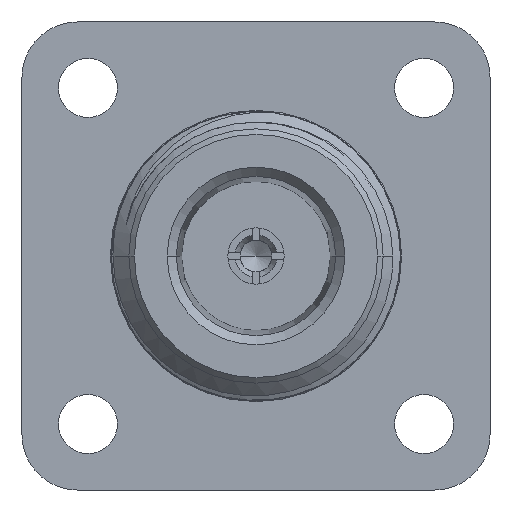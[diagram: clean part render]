
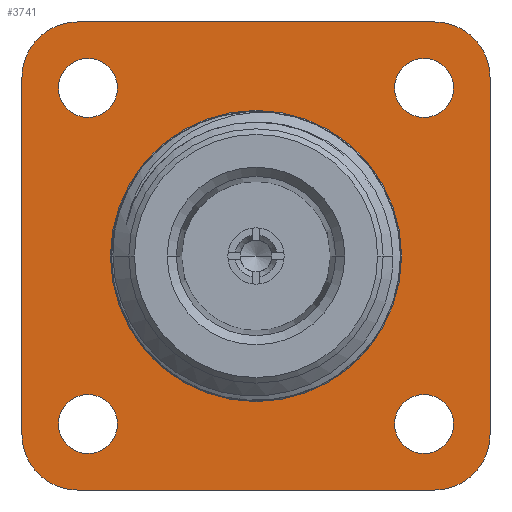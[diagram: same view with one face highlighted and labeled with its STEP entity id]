
A CAD part, left-side view. The second image highlights one B-rep face of the part: STEP entity #3741.
In plain terms, the highlighted planar face has unit normal (-1, 0, 0).
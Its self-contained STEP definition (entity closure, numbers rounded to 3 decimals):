
#11=CARTESIAN_POINT('',(0.,0.,0.));
#12=DIRECTION('',(-1.,0.,0.));
#13=DIRECTION('',(0.,1.,0.));
#14=AXIS2_PLACEMENT_3D('',#11,#12,#13);
#20=CARTESIAN_POINT('',(0.,9.7,9.7));
#21=DIRECTION('',(-1.,0.,0.));
#22=DIRECTION('',(0.,0.,1.));
#23=AXIS2_PLACEMENT_3D('',#20,#21,#22);
#25=DIRECTION('',(0.,1.,0.));
#26=VECTOR('',#25,19.4);
#27=CARTESIAN_POINT('',(0.,-9.7,12.7));
#28=LINE('',#27,#26);
#29=CARTESIAN_POINT('',(0.,-9.7,9.7));
#30=DIRECTION('',(-1.,0.,0.));
#31=DIRECTION('',(0.,-1.,0.));
#32=AXIS2_PLACEMENT_3D('',#29,#30,#31);
#34=DIRECTION('',(0.,0.,1.));
#35=VECTOR('',#34,19.4);
#36=CARTESIAN_POINT('',(0.,-12.7,-9.7));
#37=LINE('',#36,#35);
#38=CARTESIAN_POINT('',(0.,-9.7,-9.7));
#39=DIRECTION('',(-1.,0.,0.));
#40=DIRECTION('',(0.,0.,-1.));
#41=AXIS2_PLACEMENT_3D('',#38,#39,#40);
#43=DIRECTION('',(0.,-1.,0.));
#44=VECTOR('',#43,19.4);
#45=CARTESIAN_POINT('',(0.,9.7,-12.7));
#46=LINE('',#45,#44);
#47=CARTESIAN_POINT('',(0.,9.7,-9.7));
#48=DIRECTION('',(-1.,0.,0.));
#49=DIRECTION('',(0.,1.,0.));
#50=AXIS2_PLACEMENT_3D('',#47,#48,#49);
#52=DIRECTION('',(0.,0.,-1.));
#53=VECTOR('',#52,19.4);
#54=CARTESIAN_POINT('',(0.,12.7,9.7));
#55=LINE('',#54,#53);
#56=CARTESIAN_POINT('',(0.,-9.12,-9.12));
#57=DIRECTION('',(-1.,0.,0.));
#58=DIRECTION('',(0.,0.,-1.));
#59=AXIS2_PLACEMENT_3D('',#56,#57,#58);
#61=CARTESIAN_POINT('',(0.,-9.12,-9.12));
#62=DIRECTION('',(-1.,0.,0.));
#63=DIRECTION('',(0.,0.,1.));
#64=AXIS2_PLACEMENT_3D('',#61,#62,#63);
#66=CARTESIAN_POINT('',(0.,9.12,-9.12));
#67=DIRECTION('',(-1.,0.,0.));
#68=DIRECTION('',(0.,0.,-1.));
#69=AXIS2_PLACEMENT_3D('',#66,#67,#68);
#71=CARTESIAN_POINT('',(0.,9.12,-9.12));
#72=DIRECTION('',(-1.,0.,0.));
#73=DIRECTION('',(0.,0.,1.));
#74=AXIS2_PLACEMENT_3D('',#71,#72,#73);
#76=CARTESIAN_POINT('',(0.,9.12,9.12));
#77=DIRECTION('',(-1.,0.,0.));
#78=DIRECTION('',(0.,0.,-1.));
#79=AXIS2_PLACEMENT_3D('',#76,#77,#78);
#81=CARTESIAN_POINT('',(0.,9.12,9.12));
#82=DIRECTION('',(-1.,0.,0.));
#83=DIRECTION('',(0.,0.,1.));
#84=AXIS2_PLACEMENT_3D('',#81,#82,#83);
#86=CARTESIAN_POINT('',(0.,-9.12,9.12));
#87=DIRECTION('',(-1.,0.,0.));
#88=DIRECTION('',(0.,0.,-1.));
#89=AXIS2_PLACEMENT_3D('',#86,#87,#88);
#91=CARTESIAN_POINT('',(0.,-9.12,9.12));
#92=DIRECTION('',(-1.,0.,0.));
#93=DIRECTION('',(0.,0.,1.));
#94=AXIS2_PLACEMENT_3D('',#91,#92,#93);
#1765=CARTESIAN_POINT('',(0.,0.,0.));
#1766=DIRECTION('',(-1.,0.,0.));
#1767=DIRECTION('',(0.,-1.,0.));
#1768=AXIS2_PLACEMENT_3D('',#1765,#1766,#1767);
#3303=CARTESIAN_POINT('',(0.,9.7,12.7));
#3304=VERTEX_POINT('',#3303);
#3305=CARTESIAN_POINT('',(0.,12.7,9.7));
#3306=VERTEX_POINT('',#3305);
#3311=CARTESIAN_POINT('',(0.,12.7,-9.7));
#3312=VERTEX_POINT('',#3311);
#3313=CARTESIAN_POINT('',(0.,9.7,-12.7));
#3314=VERTEX_POINT('',#3313);
#3319=CARTESIAN_POINT('',(0.,-12.7,9.7));
#3320=VERTEX_POINT('',#3319);
#3321=CARTESIAN_POINT('',(0.,-9.7,12.7));
#3322=VERTEX_POINT('',#3321);
#3327=CARTESIAN_POINT('',(0.,-9.7,-12.7));
#3328=VERTEX_POINT('',#3327);
#3329=CARTESIAN_POINT('',(0.,-12.7,-9.7));
#3330=VERTEX_POINT('',#3329);
#3347=CARTESIAN_POINT('',(0.,-9.12,-10.72));
#3348=CARTESIAN_POINT('',(0.,-9.12,-7.52));
#3349=VERTEX_POINT('',#3347);
#3350=VERTEX_POINT('',#3348);
#3351=CARTESIAN_POINT('',(0.,9.12,-10.72));
#3352=CARTESIAN_POINT('',(0.,9.12,-7.52));
#3353=VERTEX_POINT('',#3351);
#3354=VERTEX_POINT('',#3352);
#3355=CARTESIAN_POINT('',(0.,9.12,7.52));
#3356=CARTESIAN_POINT('',(0.,9.12,10.72));
#3357=VERTEX_POINT('',#3355);
#3358=VERTEX_POINT('',#3356);
#3359=CARTESIAN_POINT('',(0.,-9.12,7.52));
#3360=CARTESIAN_POINT('',(0.,-9.12,10.72));
#3361=VERTEX_POINT('',#3359);
#3362=VERTEX_POINT('',#3360);
#3363=CARTESIAN_POINT('',(0.,-7.6,0.));
#3364=CARTESIAN_POINT('',(0.,7.6,0.));
#3365=VERTEX_POINT('',#3363);
#3366=VERTEX_POINT('',#3364);
#3689=CARTESIAN_POINT('',(0.,0.,0.));
#3690=DIRECTION('',(-1.,0.,0.));
#3691=DIRECTION('',(0.,-1.,0.));
#3692=AXIS2_PLACEMENT_3D('',#3689,#3690,#3691);
#3693=PLANE('',#3692);
#3695=ORIENTED_EDGE('',*,*,#3694,.F.);
#3697=ORIENTED_EDGE('',*,*,#3696,.F.);
#3699=ORIENTED_EDGE('',*,*,#3698,.F.);
#3701=ORIENTED_EDGE('',*,*,#3700,.F.);
#3703=ORIENTED_EDGE('',*,*,#3702,.F.);
#3705=ORIENTED_EDGE('',*,*,#3704,.F.);
#3707=ORIENTED_EDGE('',*,*,#3706,.F.);
#3709=ORIENTED_EDGE('',*,*,#3708,.F.);
#3710=EDGE_LOOP('',(#3695,#3697,#3699,#3701,#3703,#3705,#3707,#3709));
#3711=FACE_OUTER_BOUND('',#3710,.F.);
#3713=ORIENTED_EDGE('',*,*,#3712,.T.);
#3715=ORIENTED_EDGE('',*,*,#3714,.T.);
#3716=EDGE_LOOP('',(#3713,#3715));
#3717=FACE_BOUND('',#3716,.F.);
#3719=ORIENTED_EDGE('',*,*,#3718,.T.);
#3721=ORIENTED_EDGE('',*,*,#3720,.T.);
#3722=EDGE_LOOP('',(#3719,#3721));
#3723=FACE_BOUND('',#3722,.F.);
#3725=ORIENTED_EDGE('',*,*,#3724,.T.);
#3727=ORIENTED_EDGE('',*,*,#3726,.T.);
#3728=EDGE_LOOP('',(#3725,#3727));
#3729=FACE_BOUND('',#3728,.F.);
#3731=ORIENTED_EDGE('',*,*,#3730,.T.);
#3733=ORIENTED_EDGE('',*,*,#3732,.T.);
#3734=EDGE_LOOP('',(#3731,#3733));
#3735=FACE_BOUND('',#3734,.F.);
#3737=ORIENTED_EDGE('',*,*,#3736,.T.);
#3738=ORIENTED_EDGE('',*,*,#3679,.T.);
#3739=EDGE_LOOP('',(#3737,#3738));
#3740=FACE_BOUND('',#3739,.F.);
#3741=ADVANCED_FACE('',(#3711,#3717,#3723,#3729,#3735,#3740),#3693,.T.);
#15=CIRCLE('',#14,7.6);
#24=CIRCLE('',#23,3.);
#33=CIRCLE('',#32,3.);
#42=CIRCLE('',#41,3.);
#51=CIRCLE('',#50,3.);
#60=CIRCLE('',#59,1.6);
#65=CIRCLE('',#64,1.6);
#70=CIRCLE('',#69,1.6);
#75=CIRCLE('',#74,1.6);
#80=CIRCLE('',#79,1.6);
#85=CIRCLE('',#84,1.6);
#90=CIRCLE('',#89,1.6);
#95=CIRCLE('',#94,1.6);
#1769=CIRCLE('',#1768,7.6);
#3679=EDGE_CURVE('',#3366,#3365,#15,.T.);
#3694=EDGE_CURVE('',#3304,#3306,#24,.T.);
#3696=EDGE_CURVE('',#3322,#3304,#28,.T.);
#3698=EDGE_CURVE('',#3320,#3322,#33,.T.);
#3700=EDGE_CURVE('',#3330,#3320,#37,.T.);
#3702=EDGE_CURVE('',#3328,#3330,#42,.T.);
#3704=EDGE_CURVE('',#3314,#3328,#46,.T.);
#3706=EDGE_CURVE('',#3312,#3314,#51,.T.);
#3708=EDGE_CURVE('',#3306,#3312,#55,.T.);
#3712=EDGE_CURVE('',#3349,#3350,#60,.T.);
#3714=EDGE_CURVE('',#3350,#3349,#65,.T.);
#3718=EDGE_CURVE('',#3353,#3354,#70,.T.);
#3720=EDGE_CURVE('',#3354,#3353,#75,.T.);
#3724=EDGE_CURVE('',#3357,#3358,#80,.T.);
#3726=EDGE_CURVE('',#3358,#3357,#85,.T.);
#3730=EDGE_CURVE('',#3361,#3362,#90,.T.);
#3732=EDGE_CURVE('',#3362,#3361,#95,.T.);
#3736=EDGE_CURVE('',#3365,#3366,#1769,.T.);
